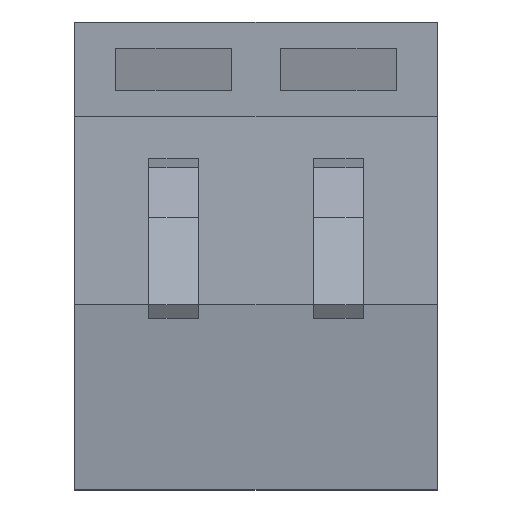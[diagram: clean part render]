
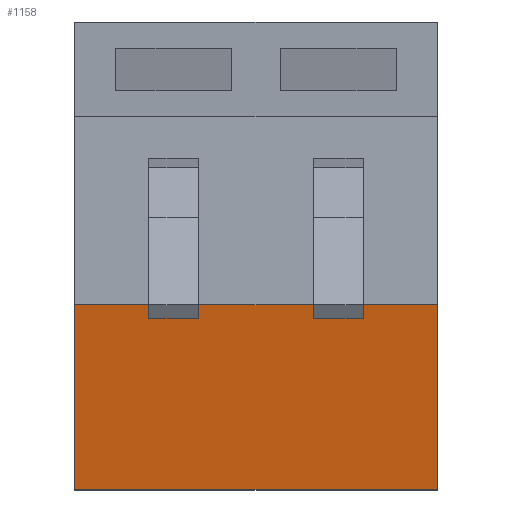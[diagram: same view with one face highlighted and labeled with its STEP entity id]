
A CAD part, top view. The second image highlights one B-rep face of the part: STEP entity #1158.
In plain terms, the highlighted planar face has unit normal (0, -0.174, 0.985).
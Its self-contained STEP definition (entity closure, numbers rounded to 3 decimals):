
#68=FACE_OUTER_BOUND('',#136,.T.);
#136=EDGE_LOOP('',(#903,#904,#905,#906));
#244=LINE('',#1737,#400);
#259=LINE('',#1766,#415);
#260=LINE('',#1769,#416);
#261=LINE('',#1770,#417);
#400=VECTOR('',#1424,10.);
#415=VECTOR('',#1447,10.);
#416=VECTOR('',#1450,10.);
#417=VECTOR('',#1451,10.);
#532=VERTEX_POINT('',#1734);
#533=VERTEX_POINT('',#1736);
#543=VERTEX_POINT('',#1764);
#544=VERTEX_POINT('',#1768);
#660=EDGE_CURVE('',#532,#533,#244,.T.);
#675=EDGE_CURVE('',#532,#543,#259,.T.);
#676=EDGE_CURVE('',#544,#543,#260,.T.);
#677=EDGE_CURVE('',#533,#544,#261,.T.);
#903=ORIENTED_EDGE('',*,*,#675,.T.);
#904=ORIENTED_EDGE('',*,*,#676,.F.);
#905=ORIENTED_EDGE('',*,*,#677,.F.);
#906=ORIENTED_EDGE('',*,*,#660,.F.);
#1090=PLANE('',#1246);
#1158=ADVANCED_FACE('',(#68),#1090,.T.);
#1246=AXIS2_PLACEMENT_3D('',#1767,#1448,#1449);
#1424=DIRECTION('',(0.,0.985,0.174));
#1447=DIRECTION('',(1.,0.,0.));
#1448=DIRECTION('center_axis',(0.,-0.174,0.985));
#1449=DIRECTION('ref_axis',(0.,-0.985,-0.174));
#1450=DIRECTION('',(0.,-0.985,-0.174));
#1451=DIRECTION('',(1.,0.,0.));
#1734=CARTESIAN_POINT('',(-5.5,-5.6,12.613));
#1736=CARTESIAN_POINT('',(-5.5,0.,13.6));
#1737=CARTESIAN_POINT('',(-5.5,-5.6,12.613));
#1764=CARTESIAN_POINT('',(5.5,-5.6,12.613));
#1766=CARTESIAN_POINT('',(0.,-5.6,12.613));
#1767=CARTESIAN_POINT('Origin',(0.,0.,13.6));
#1768=CARTESIAN_POINT('',(5.5,0.,13.6));
#1769=CARTESIAN_POINT('',(5.5,-5.6,12.613));
#1770=CARTESIAN_POINT('',(0.,0.,13.6));
